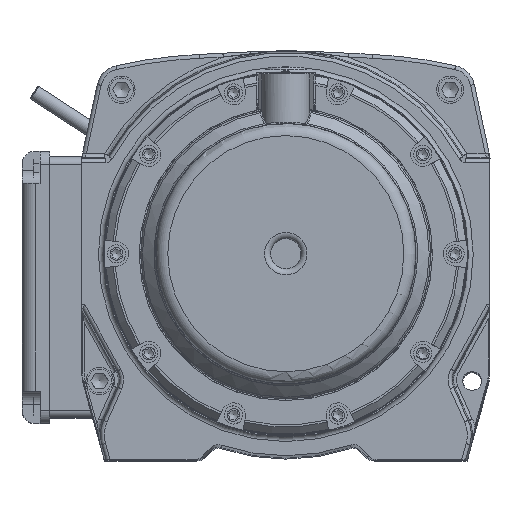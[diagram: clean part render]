
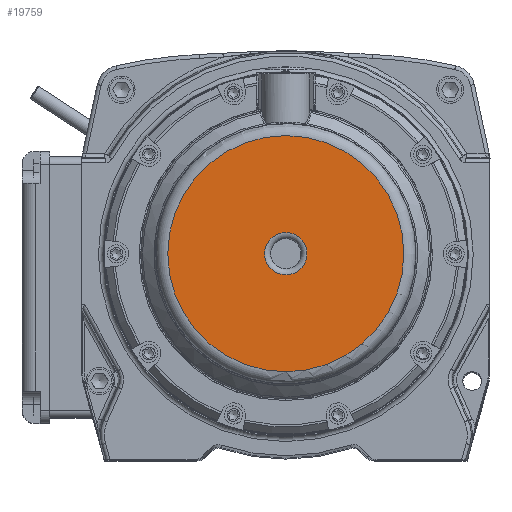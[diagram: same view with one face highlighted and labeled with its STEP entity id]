
A CAD part, top view. The second image highlights one B-rep face of the part: STEP entity #19759.
In plain terms, the highlighted planar face has unit normal (0, 0, 1).
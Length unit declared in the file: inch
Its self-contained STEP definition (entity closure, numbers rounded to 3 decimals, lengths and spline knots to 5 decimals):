
#3522=PLANE('',#20757);
#3826=FACE_BOUND('',#4791,.T.);
#4064=FACE_OUTER_BOUND('',#4790,.T.);
#4790=EDGE_LOOP('',(#14020));
#4791=EDGE_LOOP('',(#14021));
#5720=CIRCLE('',#20756,0.4375);
#5721=CIRCLE('',#20758,2.44);
#7227=VERTEX_POINT('',#29695);
#7228=VERTEX_POINT('',#29698);
#10338=EDGE_CURVE('',#7227,#7227,#5720,.T.);
#10339=EDGE_CURVE('',#7228,#7228,#5721,.T.);
#14020=ORIENTED_EDGE('',*,*,#10339,.F.);
#14021=ORIENTED_EDGE('',*,*,#10338,.F.);
#19759=ADVANCED_FACE('',(#4064,#3826),#3522,.F.);
#20756=AXIS2_PLACEMENT_3D('',#29696,#23379,#23380);
#20757=AXIS2_PLACEMENT_3D('',#29697,#23381,#23382);
#20758=AXIS2_PLACEMENT_3D('',#29699,#23383,#23384);
#23379=DIRECTION('center_axis',(0.,0.,
1.));
#23380=DIRECTION('ref_axis',(-1.,0.,0.));
#23381=DIRECTION('center_axis',(0.,0.,
-1.));
#23382=DIRECTION('ref_axis',(-1.,0.,0.));
#23383=DIRECTION('center_axis',(0.,0.,
-1.));
#23384=DIRECTION('ref_axis',(-1.,0.,0.));
#29695=CARTESIAN_POINT('',(0.4375,-0.11203,11.52083));
#29696=CARTESIAN_POINT('Origin',(0.,-0.11203,
11.52083));
#29697=CARTESIAN_POINT('Origin',(0.,-0.11203,
11.52083));
#29698=CARTESIAN_POINT('',(2.44,-0.11203,11.52083));
#29699=CARTESIAN_POINT('Origin',(0.,-0.11203,
11.52083));
